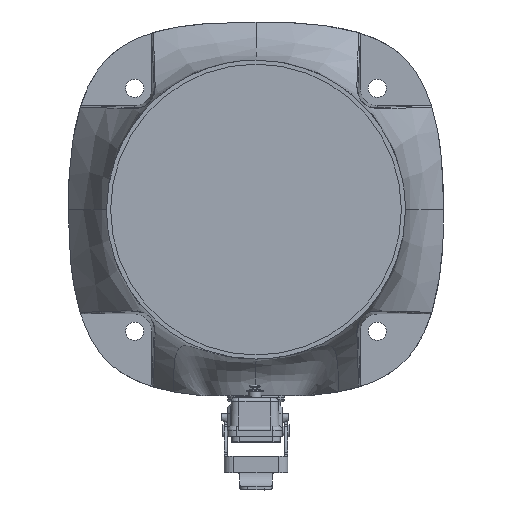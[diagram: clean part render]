
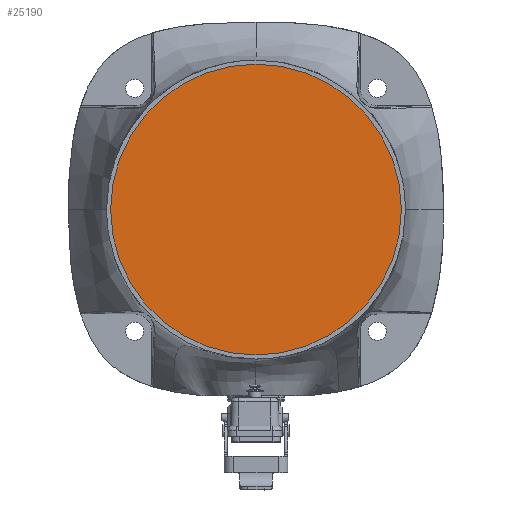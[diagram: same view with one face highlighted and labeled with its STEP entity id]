
A CAD part, top view. The second image highlights one B-rep face of the part: STEP entity #25190.
In plain terms, the highlighted planar face has unit normal (0, 0, 1).
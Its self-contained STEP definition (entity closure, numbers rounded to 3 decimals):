
#1228=PLANE('',#27237);
#2497=FACE_OUTER_BOUND('',#4005,.T.);
#4005=EDGE_LOOP('',(#20965));
#10342=CIRCLE('',#27236,72.);
#12108=VERTEX_POINT('',#47370);
#15198=EDGE_CURVE('',#12108,#12108,#10342,.T.);
#20965=ORIENTED_EDGE('',*,*,#15198,.F.);
#25190=ADVANCED_FACE('',(#2497),#1228,.F.);
#27236=AXIS2_PLACEMENT_3D('',#47372,#32260,#32261);
#27237=AXIS2_PLACEMENT_3D('',#47373,#32262,#32263);
#32260=DIRECTION('center_axis',(0.,0.,-1.));
#32261=DIRECTION('ref_axis',(-1.,0.,0.));
#32262=DIRECTION('center_axis',(0.,0.,-1.));
#32263=DIRECTION('ref_axis',(0.,-1.,0.));
#47370=CARTESIAN_POINT('',(-72.,0.,-16.));
#47372=CARTESIAN_POINT('Origin',(0.,0.,-16.));
#47373=CARTESIAN_POINT('Origin',(0.,0.,-16.));
